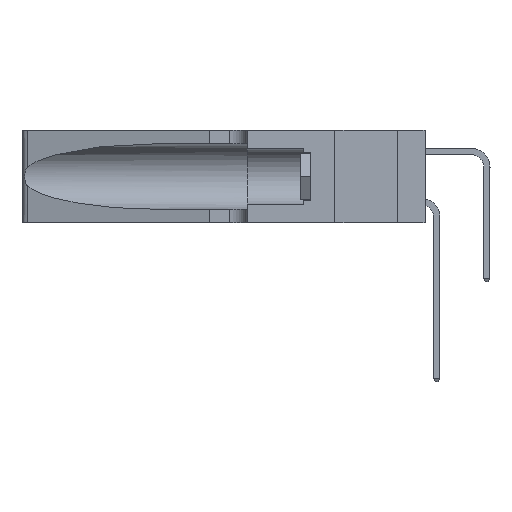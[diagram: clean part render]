
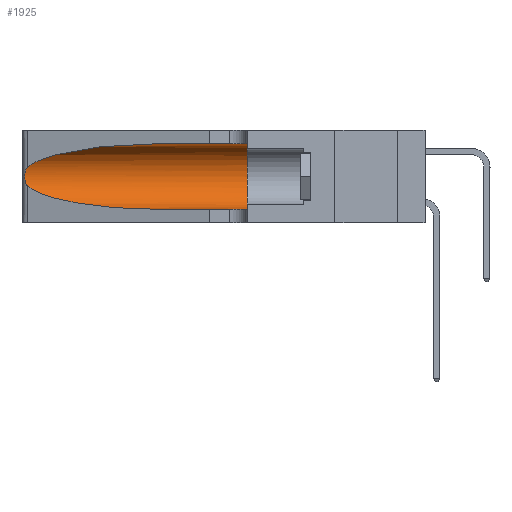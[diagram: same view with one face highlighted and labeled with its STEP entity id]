
A CAD part, left-side view. The second image highlights one B-rep face of the part: STEP entity #1925.
In plain terms, the highlighted cylindrical face has radius 3.308 mm (diameter 6.617 mm), a partial arc.
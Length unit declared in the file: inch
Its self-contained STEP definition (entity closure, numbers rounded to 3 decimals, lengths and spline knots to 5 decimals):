
#88 = B_SPLINE_CURVE_WITH_KNOTS ( 'NONE', 3,
 ( #7692, #19960, #9751, #24049, #11813, #26070, #13868, #1562, #15922, #3639, #18028, #5708, #20050, #7770 ),
 .UNSPECIFIED., .F., .F.,
 ( 4, 2, 2, 2, 2, 2, 4 ),
 ( 0., 0.00027, 0.00053, 0.00107, 0.0016, 0.00187, 0.00214 ),
 .UNSPECIFIED. ) ;
#246 =( BOUNDED_CURVE ( )  B_SPLINE_CURVE ( 3, ( #10389, #16585, #22739, #10477 ),
 .UNSPECIFIED., .F., .F. ) 
 B_SPLINE_CURVE_WITH_KNOTS ( ( 4, 4 ),
 ( 3.44316, 4.71239 ),
 .UNSPECIFIED. ) 
 CURVE ( )  GEOMETRIC_REPRESENTATION_ITEM ( )  RATIONAL_B_SPLINE_CURVE ( ( 1., 0.87, 0.87, 1. ) ) 
 REPRESENTATION_ITEM ( '' )  );
#1562 = CARTESIAN_POINT ( 'NONE',  ( 0.26075, 1.23896, 0.178 ) ) ;
#1596 = CARTESIAN_POINT ( 'NONE',  ( 0.18966, 0.96281, 0.31525 ) ) ;
#1848 = CARTESIAN_POINT ( 'NONE',  ( 0.1305, 1.61858, 0.185 ) ) ;
#1925 = ADVANCED_FACE ( 'NONE', ( #24299 ), #23656, .F. ) ;
#2459 = VERTEX_POINT ( 'NONE', #15911 ) ;
#2809 = LINE ( 'NONE', #18733, #23976 ) ;
#3639 = CARTESIAN_POINT ( 'NONE',  ( 0.25856, 1.23593, 0.16098 ) ) ;
#3894 =( BOUNDED_CURVE ( )  B_SPLINE_CURVE ( 3, ( #24172, #1596, #5833, #20174 ),
 .UNSPECIFIED., .F., .T. ) 
 B_SPLINE_CURVE_WITH_KNOTS ( ( 4, 4 ),
 ( 1.5708, 2.84003 ),
 .UNSPECIFIED. ) 
 CURVE ( )  GEOMETRIC_REPRESENTATION_ITEM ( )  RATIONAL_B_SPLINE_CURVE ( ( 1., 0.87, 0.87, 1. ) ) 
 REPRESENTATION_ITEM ( '' )  );
#4301 = ORIENTED_EDGE ( 'NONE', *, *, #17799, .T. ) ;
#4485 = AXIS2_PLACEMENT_3D ( 'NONE', #10174, #24472, #12241 ) ;
#4633 = EDGE_CURVE ( 'NONE', #17806, #2459, #18186, .T. ) ;
#5467 = ORIENTED_EDGE ( 'NONE', *, *, #21133, .T. ) ;
#5708 = CARTESIAN_POINT ( 'NONE',  ( 0.25639, 1.23186, 0.15144 ) ) ;
#5833 = CARTESIAN_POINT ( 'NONE',  ( 0.2373, 1.15595, 0.28018 ) ) ;
#7692 = CARTESIAN_POINT ( 'NONE',  ( 0.25487, 1.22718, 0.22369 ) ) ;
#7770 = CARTESIAN_POINT ( 'NONE',  ( 0.25487, 1.22718, 0.14631 ) ) ;
#9307 = VERTEX_POINT ( 'NONE', #13788 ) ;
#9751 = CARTESIAN_POINT ( 'NONE',  ( 0.25639, 1.23184, 0.21858 ) ) ;
#10174 = CARTESIAN_POINT ( 'NONE',  ( 0.1305, 0.35, 0.185 ) ) ;
#10389 = CARTESIAN_POINT ( 'NONE',  ( 0.25487, 1.22718, 0.14631 ) ) ;
#10477 = CARTESIAN_POINT ( 'NONE',  ( 0.1305, 0.72297, 0.05475 ) ) ;
#10560 = DIRECTION ( 'NONE',  ( 0., -1., 0. ) ) ;
#10693 = ORIENTED_EDGE ( 'NONE', *, *, #4633, .F. ) ;
#10766 = ORIENTED_EDGE ( 'NONE', *, *, #18786, .F. ) ;
#11813 = CARTESIAN_POINT ( 'NONE',  ( 0.25854, 1.2359, 0.20912 ) ) ;
#11850 = AXIS2_PLACEMENT_3D ( 'NONE', #1848, #20338, #12011 ) ;
#11976 = VERTEX_POINT ( 'NONE', #13194 ) ;
#12011 = DIRECTION ( 'NONE',  ( 0., 0., -1. ) ) ;
#12241 = DIRECTION ( 'NONE',  ( 0., 0., 1. ) ) ;
#12542 = EDGE_CURVE ( 'NONE', #9307, #13682, #3894, .T. ) ;
#13194 = CARTESIAN_POINT ( 'NONE',  ( 0.1305, 0.72297, 0.05475 ) ) ;
#13207 = ORIENTED_EDGE ( 'NONE', *, *, #19952, .T. ) ;
#13682 = VERTEX_POINT ( 'NONE', #17638 ) ;
#13788 = CARTESIAN_POINT ( 'NONE',  ( 0.1305, 0.72297, 0.31525 ) ) ;
#13868 = CARTESIAN_POINT ( 'NONE',  ( 0.26075, 1.23896, 0.19203 ) ) ;
#15911 = CARTESIAN_POINT ( 'NONE',  ( 0.1305, 0.35, 0.05475 ) ) ;
#15922 = CARTESIAN_POINT ( 'NONE',  ( 0.26017, 1.23833, 0.17102 ) ) ;
#15977 = DIRECTION ( 'NONE',  ( 0., -1., 0. ) ) ;
#16585 = CARTESIAN_POINT ( 'NONE',  ( 0.2373, 1.15595, 0.08982 ) ) ;
#17638 = CARTESIAN_POINT ( 'NONE',  ( 0.25487, 1.22718, 0.22369 ) ) ;
#17799 = EDGE_CURVE ( 'NONE', #24846, #11976, #246, .T. ) ;
#17806 = VERTEX_POINT ( 'NONE', #20786 ) ;
#18028 = CARTESIAN_POINT ( 'NONE',  ( 0.25789, 1.23486, 0.15765 ) ) ;
#18186 = CIRCLE ( 'NONE', #4485, 0.13025 ) ;
#18203 = VECTOR ( 'NONE', #15977, 39.37008 ) ;
#18733 = CARTESIAN_POINT ( 'NONE',  ( 0.1305, 1.61858, 0.31525 ) ) ;
#18786 = EDGE_CURVE ( 'NONE', #9307, #17806, #2809, .T. ) ;
#19874 = CARTESIAN_POINT ( 'NONE',  ( 0.25487, 1.22718, 0.14631 ) ) ;
#19952 = EDGE_CURVE ( 'NONE', #11976, #2459, #23590, .T. ) ;
#19960 = CARTESIAN_POINT ( 'NONE',  ( 0.25555, 1.22994, 0.2215 ) ) ;
#20050 = CARTESIAN_POINT ( 'NONE',  ( 0.25555, 1.22993, 0.14849 ) ) ;
#20174 = CARTESIAN_POINT ( 'NONE',  ( 0.25487, 1.22718, 0.22369 ) ) ;
#20338 = DIRECTION ( 'NONE',  ( 0., -1., 0. ) ) ;
#20786 = CARTESIAN_POINT ( 'NONE',  ( 0.1305, 0.35, 0.31525 ) ) ;
#21133 = EDGE_CURVE ( 'NONE', #13682, #24846, #88, .T. ) ;
#21707 = ORIENTED_EDGE ( 'NONE', *, *, #12542, .T. ) ;
#22739 = CARTESIAN_POINT ( 'NONE',  ( 0.18966, 0.96281, 0.05475 ) ) ;
#23590 = LINE ( 'NONE', #26129, #18203 ) ;
#23656 = CYLINDRICAL_SURFACE ( 'NONE', #11850, 0.13025 ) ;
#23976 = VECTOR ( 'NONE', #10560, 39.37008 ) ;
#24049 = CARTESIAN_POINT ( 'NONE',  ( 0.25787, 1.23484, 0.2124 ) ) ;
#24140 = EDGE_LOOP ( 'NONE', ( #21707, #5467, #4301, #13207, #10693, #10766 ) ) ;
#24172 = CARTESIAN_POINT ( 'NONE',  ( 0.1305, 0.72297, 0.31525 ) ) ;
#24299 = FACE_OUTER_BOUND ( 'NONE', #24140, .T. ) ;
#24472 = DIRECTION ( 'NONE',  ( 0., 1., 0. ) ) ;
#24846 = VERTEX_POINT ( 'NONE', #19874 ) ;
#26070 = CARTESIAN_POINT ( 'NONE',  ( 0.26018, 1.23835, 0.19895 ) ) ;
#26129 = CARTESIAN_POINT ( 'NONE',  ( 0.1305, 1.61858, 0.05475 ) ) ;
